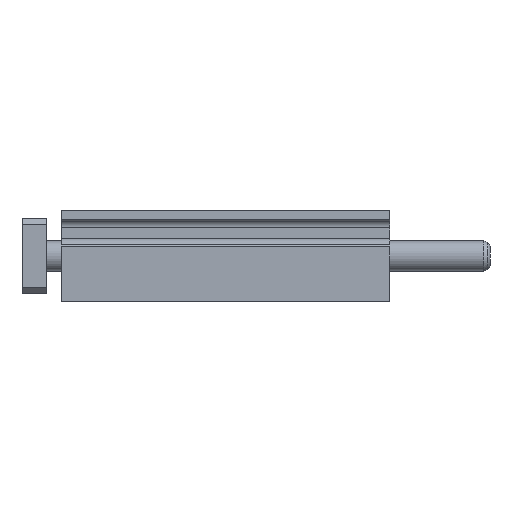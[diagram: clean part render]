
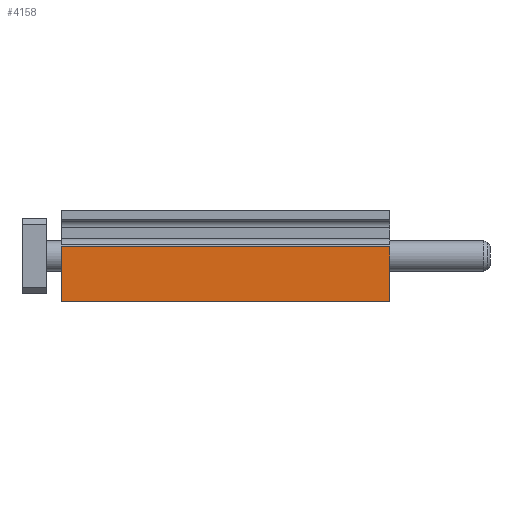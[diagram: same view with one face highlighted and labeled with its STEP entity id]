
A CAD part, front view. The second image highlights one B-rep face of the part: STEP entity #4158.
In plain terms, the highlighted planar face has unit normal (0, -1, 0).
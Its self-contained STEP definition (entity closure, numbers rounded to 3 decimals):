
#280 = VECTOR ( 'NONE', #7336, 1000. ) ;
#444 = LINE ( 'NONE', #4581, #1249 ) ;
#582 = ORIENTED_EDGE ( 'NONE', *, *, #2534, .F. ) ;
#1012 = EDGE_LOOP ( 'NONE', ( #1892, #582, #6504, #3067 ) ) ;
#1053 = CARTESIAN_POINT ( 'NONE',  ( 108., -34., 3. ) ) ;
#1072 = FACE_OUTER_BOUND ( 'NONE', #1012, .T. ) ;
#1249 = VECTOR ( 'NONE', #9298, 1000. ) ;
#1892 = ORIENTED_EDGE ( 'NONE', *, *, #7935, .T. ) ;
#2477 = LINE ( 'NONE', #6549, #2593 ) ;
#2534 = EDGE_CURVE ( 'NONE', #5003, #9505, #4729, .T. ) ;
#2593 = VECTOR ( 'NONE', #8943, 1000. ) ;
#3067 = ORIENTED_EDGE ( 'NONE', *, *, #5905, .T. ) ;
#3095 = CARTESIAN_POINT ( 'NONE',  ( 0., -34., 3. ) ) ;
#3502 = DIRECTION ( 'NONE',  ( 1., 0., 0. ) ) ;
#3547 = PLANE ( 'NONE',  #8909 ) ;
#4158 = ADVANCED_FACE ( 'NONE', ( #1072 ), #3547, .F. ) ;
#4295 = CARTESIAN_POINT ( 'NONE',  ( 108., -34., 3. ) ) ;
#4581 = CARTESIAN_POINT ( 'NONE',  ( 108., -34., 3. ) ) ;
#4729 = LINE ( 'NONE', #9349, #7104 ) ;
#5003 = VERTEX_POINT ( 'NONE', #5016 ) ;
#5016 = CARTESIAN_POINT ( 'NONE',  ( 108., -34., -15. ) ) ;
#5525 = EDGE_CURVE ( 'NONE', #6273, #5003, #444, .T. ) ;
#5905 = EDGE_CURVE ( 'NONE', #6273, #8031, #2477, .T. ) ;
#6273 = VERTEX_POINT ( 'NONE', #1053 ) ;
#6504 = ORIENTED_EDGE ( 'NONE', *, *, #5525, .F. ) ;
#6549 = CARTESIAN_POINT ( 'NONE',  ( 108., -34., 3. ) ) ;
#7104 = VECTOR ( 'NONE', #8563, 1000. ) ;
#7336 = DIRECTION ( 'NONE',  ( 0., 0., -1. ) ) ;
#7935 = EDGE_CURVE ( 'NONE', #8031, #9505, #8871, .T. ) ;
#8031 = VERTEX_POINT ( 'NONE', #9134 ) ;
#8563 = DIRECTION ( 'NONE',  ( -1., 0., 0. ) ) ;
#8871 = LINE ( 'NONE', #3095, #280 ) ;
#8909 = AXIS2_PLACEMENT_3D ( 'NONE', #4295, #10018, #3502 ) ;
#8943 = DIRECTION ( 'NONE',  ( -1., 0., 0. ) ) ;
#9122 = CARTESIAN_POINT ( 'NONE',  ( 0., -34., -15. ) ) ;
#9134 = CARTESIAN_POINT ( 'NONE',  ( 0., -34., 3. ) ) ;
#9298 = DIRECTION ( 'NONE',  ( 0., 0., -1. ) ) ;
#9349 = CARTESIAN_POINT ( 'NONE',  ( 108., -34., -15. ) ) ;
#9505 = VERTEX_POINT ( 'NONE', #9122 ) ;
#10018 = DIRECTION ( 'NONE',  ( 0., 1., 0. ) ) ;
